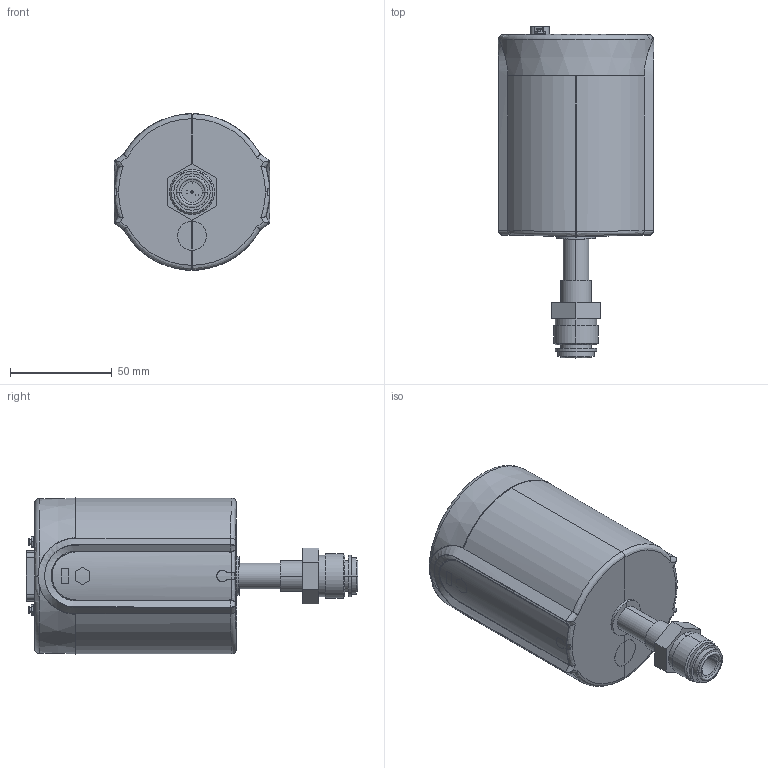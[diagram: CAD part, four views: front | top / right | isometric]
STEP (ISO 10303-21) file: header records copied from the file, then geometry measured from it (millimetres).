
FILE_DESCRIPTION (( 'STEP AP203' ), '1' );
FILE_NAME ('AA02A-FITTING DA-8VC0 FEMALE- SLIDE LOCKS.STEP', '2013-06-28T15:18:30', ( '' ), ( '' ), 'SwSTEP 2.0', 'SolidWorks 2012', '' );
FILE_SCHEMA (( 'CONFIG_CONTROL_DESIGN' ));
Length unit declared in the file: inch
Products named in the file (1): AA02A-FITTING DA-8VC0 FEMALE- SLIDE LOCKS
Bounding box: 76.45 x 162.88 x 76.58 mm (x, y, z)
Surface area: 56863.2 mm2 (no closed solid volume)
Topology: 0 solids, 25 shells, 283 faces, 1652 edges, 1368 vertices
Faces by surface type: cylinder 116, plane 80, bspline 35, sphere 30, cone 15, torus 7
Entity records: 22354 total; most frequent: CARTESIAN_POINT 9487, DIRECTION 2770, ORIENTED_EDGE 2146, EDGE_CURVE 1589, VERTEX_POINT 1338, AXIS2_PLACEMENT_3D 1215, CIRCLE 966, EDGE_LOOP 635
